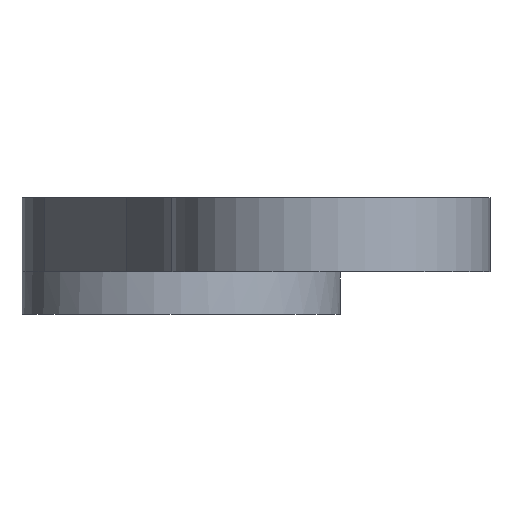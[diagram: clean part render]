
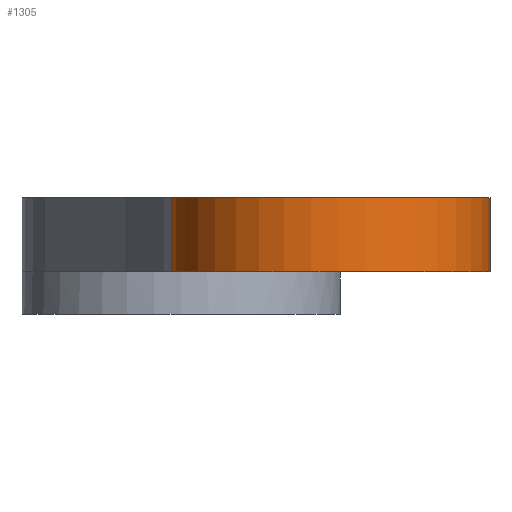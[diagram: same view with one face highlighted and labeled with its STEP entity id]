
A CAD part, left-side view. The second image highlights one B-rep face of the part: STEP entity #1305.
In plain terms, the highlighted cylindrical face has radius 15 mm (diameter 30 mm), a partial arc.
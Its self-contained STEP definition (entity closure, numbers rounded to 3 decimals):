
#73 = PLANE('',#74);
#74 = AXIS2_PLACEMENT_3D('',#75,#76,#77);
#75 = CARTESIAN_POINT('',(-58.228,-7.043,7.));
#76 = DIRECTION('',(0.,0.,1.));
#77 = DIRECTION('',(1.,0.,0.));
#209 = PLANE('',#210);
#210 = AXIS2_PLACEMENT_3D('',#211,#212,#213);
#211 = CARTESIAN_POINT('',(-58.228,-7.043,0.));
#212 = DIRECTION('',(0.,0.,1.));
#213 = DIRECTION('',(1.,0.,0.));
#493 = VERTEX_POINT('',#494);
#494 = CARTESIAN_POINT('',(-88.44,0.837,7.));
#508 = PLANE('',#509);
#509 = AXIS2_PLACEMENT_3D('',#510,#511,#512);
#510 = CARTESIAN_POINT('',(-73.516,-0.679,0.));
#511 = DIRECTION('',(-0.101,-0.995,0.));
#512 = DIRECTION('',(-0.995,0.101,0.));
#520 = EDGE_CURVE('',#493,#521,#523,.T.);
#521 = VERTEX_POINT('',#522);
#522 = CARTESIAN_POINT('',(-82.268,-26.966,7.));
#523 = SURFACE_CURVE('',#524,(#529,#536),.PCURVE_S1.);
#524 = CIRCLE('',#525,15.);
#525 = AXIS2_PLACEMENT_3D('',#526,#527,#528);
#526 = CARTESIAN_POINT('',(-89.955,-14.086,7.));
#527 = DIRECTION('',(0.,0.,1.));
#528 = DIRECTION('',(1.,0.,0.));
#529 = PCURVE('',#73,#530);
#530 = DEFINITIONAL_REPRESENTATION('',(#531),#535);
#531 = CIRCLE('',#532,15.);
#532 = AXIS2_PLACEMENT_2D('',#533,#534);
#533 = CARTESIAN_POINT('',(-31.728,-7.043));
#534 = DIRECTION('',(1.,0.));
#535 = ( GEOMETRIC_REPRESENTATION_CONTEXT(2) 
PARAMETRIC_REPRESENTATION_CONTEXT() REPRESENTATION_CONTEXT('2D SPACE',''
  ) );
#536 = PCURVE('',#537,#542);
#537 = CYLINDRICAL_SURFACE('',#538,15.);
#538 = AXIS2_PLACEMENT_3D('',#539,#540,#541);
#539 = CARTESIAN_POINT('',(-89.955,-14.086,0.));
#540 = DIRECTION('',(-0.,-0.,-1.));
#541 = DIRECTION('',(1.,0.,0.));
#542 = DEFINITIONAL_REPRESENTATION('',(#543),#547);
#543 = LINE('',#544,#545);
#544 = CARTESIAN_POINT('',(-0.,-7.));
#545 = VECTOR('',#546,1.);
#546 = DIRECTION('',(-1.,0.));
#547 = ( GEOMETRIC_REPRESENTATION_CONTEXT(2) 
PARAMETRIC_REPRESENTATION_CONTEXT() REPRESENTATION_CONTEXT('2D SPACE',''
  ) );
#565 = PLANE('',#566);
#566 = AXIS2_PLACEMENT_3D('',#567,#568,#569);
#567 = CARTESIAN_POINT('',(-69.387,-19.279,0.));
#568 = DIRECTION('',(0.513,-0.859,0.));
#569 = DIRECTION('',(-0.859,-0.513,0.));
#941 = VERTEX_POINT('',#942);
#942 = CARTESIAN_POINT('',(-88.44,0.837,0.));
#963 = EDGE_CURVE('',#941,#964,#966,.T.);
#964 = VERTEX_POINT('',#965);
#965 = CARTESIAN_POINT('',(-82.268,-26.966,0.));
#966 = SURFACE_CURVE('',#967,(#972,#979),.PCURVE_S1.);
#967 = CIRCLE('',#968,15.);
#968 = AXIS2_PLACEMENT_3D('',#969,#970,#971);
#969 = CARTESIAN_POINT('',(-89.955,-14.086,0.));
#970 = DIRECTION('',(0.,0.,1.));
#971 = DIRECTION('',(1.,0.,0.));
#972 = PCURVE('',#209,#973);
#973 = DEFINITIONAL_REPRESENTATION('',(#974),#978);
#974 = CIRCLE('',#975,15.);
#975 = AXIS2_PLACEMENT_2D('',#976,#977);
#976 = CARTESIAN_POINT('',(-31.728,-7.043));
#977 = DIRECTION('',(1.,0.));
#978 = ( GEOMETRIC_REPRESENTATION_CONTEXT(2) 
PARAMETRIC_REPRESENTATION_CONTEXT() REPRESENTATION_CONTEXT('2D SPACE',''
  ) );
#979 = PCURVE('',#537,#980);
#980 = DEFINITIONAL_REPRESENTATION('',(#981),#985);
#981 = LINE('',#982,#983);
#982 = CARTESIAN_POINT('',(-0.,0.));
#983 = VECTOR('',#984,1.);
#984 = DIRECTION('',(-1.,0.));
#985 = ( GEOMETRIC_REPRESENTATION_CONTEXT(2) 
PARAMETRIC_REPRESENTATION_CONTEXT() REPRESENTATION_CONTEXT('2D SPACE',''
  ) );
#1257 = EDGE_CURVE('',#964,#521,#1258,.T.);
#1258 = SURFACE_CURVE('',#1259,(#1263,#1270),.PCURVE_S1.);
#1259 = LINE('',#1260,#1261);
#1260 = CARTESIAN_POINT('',(-82.268,-26.966,0.));
#1261 = VECTOR('',#1262,1.);
#1262 = DIRECTION('',(0.,0.,1.));
#1263 = PCURVE('',#565,#1264);
#1264 = DEFINITIONAL_REPRESENTATION('',(#1265),#1269);
#1265 = LINE('',#1266,#1267);
#1266 = CARTESIAN_POINT('',(15.,0.));
#1267 = VECTOR('',#1268,1.);
#1268 = DIRECTION('',(0.,-1.));
#1269 = ( GEOMETRIC_REPRESENTATION_CONTEXT(2) 
PARAMETRIC_REPRESENTATION_CONTEXT() REPRESENTATION_CONTEXT('2D SPACE',''
  ) );
#1270 = PCURVE('',#537,#1271);
#1271 = DEFINITIONAL_REPRESENTATION('',(#1272),#1276);
#1272 = LINE('',#1273,#1274);
#1273 = CARTESIAN_POINT('',(-5.25,0.));
#1274 = VECTOR('',#1275,1.);
#1275 = DIRECTION('',(-0.,-1.));
#1276 = ( GEOMETRIC_REPRESENTATION_CONTEXT(2) 
PARAMETRIC_REPRESENTATION_CONTEXT() REPRESENTATION_CONTEXT('2D SPACE',''
  ) );
#1284 = EDGE_CURVE('',#941,#493,#1285,.T.);
#1285 = SURFACE_CURVE('',#1286,(#1290,#1297),.PCURVE_S1.);
#1286 = LINE('',#1287,#1288);
#1287 = CARTESIAN_POINT('',(-88.44,0.837,0.));
#1288 = VECTOR('',#1289,1.);
#1289 = DIRECTION('',(0.,0.,1.));
#1290 = PCURVE('',#508,#1291);
#1291 = DEFINITIONAL_REPRESENTATION('',(#1292),#1296);
#1292 = LINE('',#1293,#1294);
#1293 = CARTESIAN_POINT('',(15.,0.));
#1294 = VECTOR('',#1295,1.);
#1295 = DIRECTION('',(0.,-1.));
#1296 = ( GEOMETRIC_REPRESENTATION_CONTEXT(2) 
PARAMETRIC_REPRESENTATION_CONTEXT() REPRESENTATION_CONTEXT('2D SPACE',''
  ) );
#1297 = PCURVE('',#537,#1298);
#1298 = DEFINITIONAL_REPRESENTATION('',(#1299),#1303);
#1299 = LINE('',#1300,#1301);
#1300 = CARTESIAN_POINT('',(-1.47,0.));
#1301 = VECTOR('',#1302,1.);
#1302 = DIRECTION('',(-0.,-1.));
#1303 = ( GEOMETRIC_REPRESENTATION_CONTEXT(2) 
PARAMETRIC_REPRESENTATION_CONTEXT() REPRESENTATION_CONTEXT('2D SPACE',''
  ) );
#1305 = ADVANCED_FACE('',(#1306),#537,.T.);
#1306 = FACE_BOUND('',#1307,.F.);
#1307 = EDGE_LOOP('',(#1308,#1309,#1310,#1311));
#1308 = ORIENTED_EDGE('',*,*,#1284,.T.);
#1309 = ORIENTED_EDGE('',*,*,#520,.T.);
#1310 = ORIENTED_EDGE('',*,*,#1257,.F.);
#1311 = ORIENTED_EDGE('',*,*,#963,.F.);
